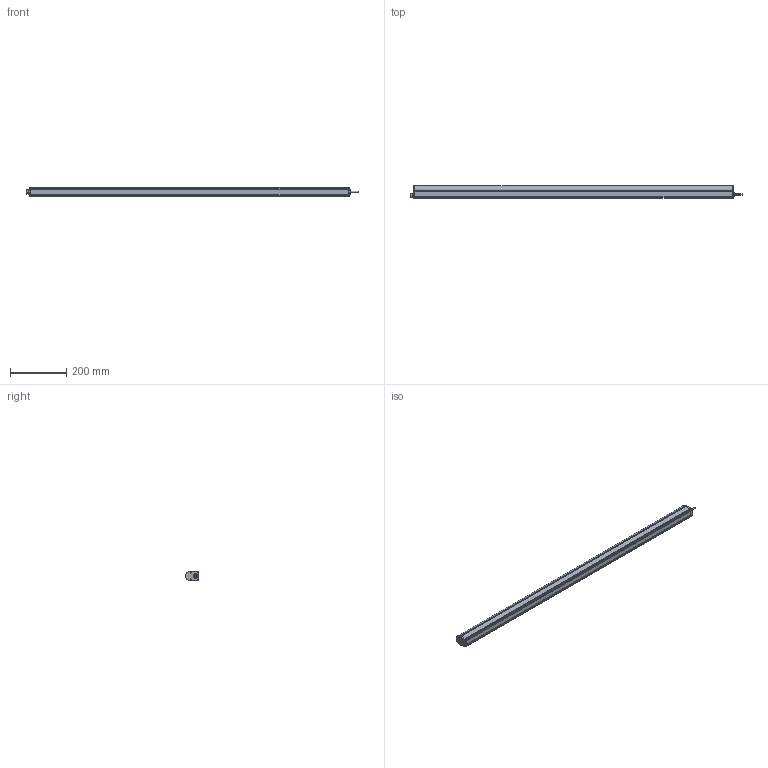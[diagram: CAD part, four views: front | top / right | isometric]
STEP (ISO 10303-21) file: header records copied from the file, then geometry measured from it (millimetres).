
FILE_DESCRIPTION((''),'2;1');
FILE_NAME('221677_SM01_ASM','2021-02-04T09:36:16',('nbanister'),('BANNER ENGINEERING CORP.'),'CREO PARAMETRIC BY PTC INC, 2019292','CREO PARAMETRIC BY PTC INC, 2019292','');
FILE_SCHEMA(('CONFIG_CONTROL_DESIGN','SHAPE_APPEARANCE_LAYERS_GROUPS'));
Products named in the file (2): 221677_SM01; 221677_SM01_ASM
Assembly tree (1 placements, depth 2):
  221677_SM01_ASM
    221677_SM01
Bounding box: 1184.44 x 46 x 32 mm (x, y, z)
Volume: 1505310 mm3; surface area: 215163.1 mm2
Topology: 1 solids, 1 shells, 1391 faces, 4554 edges, 2965 vertices
Faces by surface type: cylinder 754, plane 347, bspline 190, cone 51, torus 33, sphere 16
Entity records: 204062 total; most frequent: CARTESIAN_POINT 157006, ORIENTED_EDGE 9108, DIRECTION 6195, EDGE_CURVE 4554, VERTEX_POINT 2965, VECTOR 2333, LINE 2333, AXIS2_PLACEMENT_3D 1931
